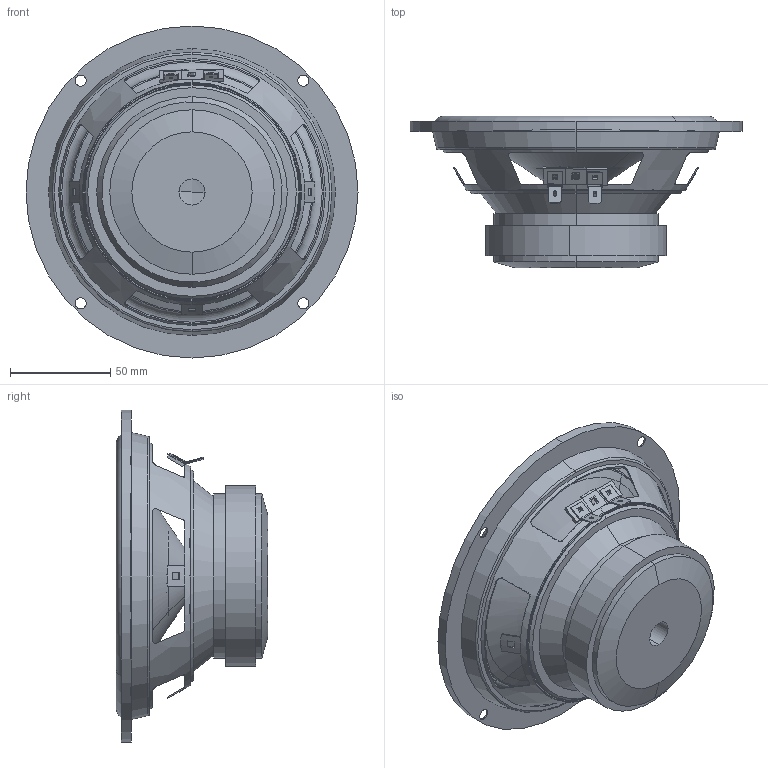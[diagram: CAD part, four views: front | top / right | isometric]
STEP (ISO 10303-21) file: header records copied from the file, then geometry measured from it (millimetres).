
FILE_DESCRIPTION (( 'STEP AP203' ), '1' );
FILE_NAME ('381 3D.STEP', '2023-04-20T03:48:58', ( '' ), ( '' ), 'SwSTEP 2.0', 'SolidWorks 2020', '' );
FILE_SCHEMA (( 'CONFIG_CONTROL_DESIGN' ));
Length unit declared in the file: millimetre
Products named in the file (1): 381 3D
Bounding box: 165.5 x 75.6 x 165.5 mm (x, y, z)
Volume: 171062 mm3; surface area: 152255.2 mm2
Topology: 9 solids, 9 shells, 292 faces, 748 edges, 480 vertices
Faces by surface type: plane 126, cylinder 96, cone 36, torus 22, bspline 8, sphere 4
Entity records: 9455 total; most frequent: CARTESIAN_POINT 2069, DIRECTION 1554, ORIENTED_EDGE 1496, EDGE_CURVE 748, AXIS2_PLACEMENT_3D 591, VERTEX_POINT 480, LINE 372, VECTOR 372
